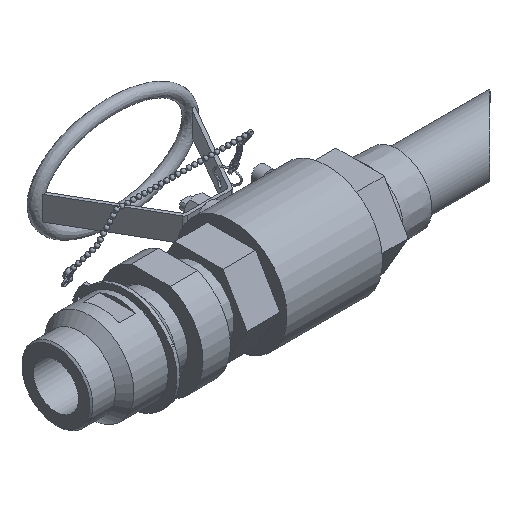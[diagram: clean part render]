
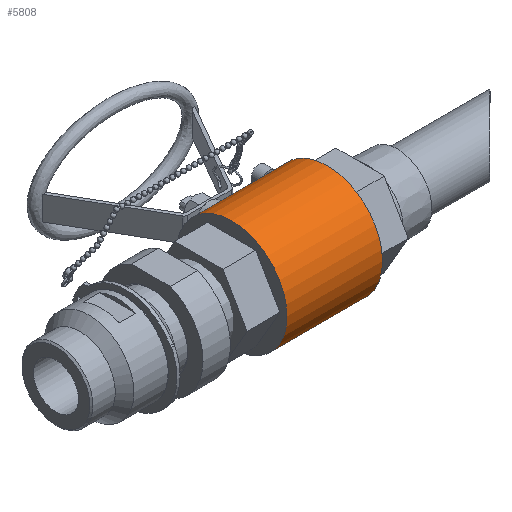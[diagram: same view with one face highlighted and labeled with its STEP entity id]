
A CAD part, isometric view. The second image highlights one B-rep face of the part: STEP entity #5808.
In plain terms, the highlighted cylindrical face has radius 46.99 mm (diameter 93.98 mm), a full revolution.
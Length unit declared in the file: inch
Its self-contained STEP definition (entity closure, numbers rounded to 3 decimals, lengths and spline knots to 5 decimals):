
#15=B_SPLINE_CURVE_WITH_KNOTS('',3,(#10061,#10062,#10063,#10064,#10065,
#10066),.UNSPECIFIED.,.F.,.F.,(4,2,4),(0.63985,0.76988,
1.05976),.UNSPECIFIED.);
#16=B_SPLINE_CURVE_WITH_KNOTS('',3,(#10068,#10069,#10070,#10071,#10072,
#10073),.UNSPECIFIED.,.F.,.F.,(4,2,4),(3.08654,3.37643,
3.50645),.UNSPECIFIED.);
#17=B_SPLINE_CURVE_WITH_KNOTS('',3,(#10092,#10093,#10094,#10095,#10096,
#10097),.UNSPECIFIED.,.F.,.F.,(4,2,4),(1.01339,1.30327,
1.4333),.UNSPECIFIED.);
#18=B_SPLINE_CURVE_WITH_KNOTS('',3,(#10099,#10100,#10101,#10102,#10103,
#10104),.UNSPECIFIED.,.F.,.F.,(4,2,4),(2.71432,2.85685,
3.13332),.UNSPECIFIED.);
#19=B_SPLINE_CURVE_WITH_KNOTS('',3,(#10204,#10205,#10206,#10207,#10208,
#10209,#10210,#10211,#10212,#10213,#10214,#10215,#10216,#10217,#10218,#10219,
#10220,#10221,#10222),.UNSPECIFIED.,.T.,.F.,(4,1,1,1,1,1,1,1,1,1,1,1,1,
1,1,1,4),(-14.72266,-14.02158,-13.67104,-13.3205,
-13.08681,-12.38573,-11.91835,-10.98357,
-10.51619,-9.58142,-9.11403,-8.17926,-7.71187,
-7.01079,-6.30971,-5.60863,-4.90755),
 .UNSPECIFIED.);
#177=FACE_BOUND('',#1093,.T.);
#178=FACE_BOUND('',#1094,.T.);
#412=CYLINDRICAL_SURFACE('',#6611,1.85);
#722=FACE_OUTER_BOUND('',#1092,.T.);
#1092=EDGE_LOOP('',(#4950,#4951,#4952,#4953));
#1093=EDGE_LOOP('',(#4954,#4955,#4956,#4957,#4958,#4959,#4960,#4961));
#1094=EDGE_LOOP('',(#4962));
#1387=LINE('',#10052,#1695);
#1388=LINE('',#10057,#1696);
#1396=LINE('',#10252,#1704);
#1695=VECTOR('',#8343,0.3937);
#1696=VECTOR('',#8348,0.3937);
#1704=VECTOR('',#8384,1.85);
#2172=CIRCLE('',#6586,1.85);
#2173=CIRCLE('',#6594,1.85);
#2177=CIRCLE('',#6602,1.85);
#2178=CIRCLE('',#6604,1.85);
#2656=VERTEX_POINT('',#10008);
#2669=VERTEX_POINT('',#10047);
#2670=VERTEX_POINT('',#10050);
#2671=VERTEX_POINT('',#10051);
#2672=VERTEX_POINT('',#10055);
#2673=VERTEX_POINT('',#10056);
#2674=VERTEX_POINT('',#10060);
#2675=VERTEX_POINT('',#10067);
#2678=VERTEX_POINT('',#10080);
#2680=VERTEX_POINT('',#10086);
#2683=VERTEX_POINT('',#10202);
#3413=EDGE_CURVE('',#2656,#2656,#2172,.T.);
#3432=EDGE_CURVE('',#2669,#2669,#2173,.T.);
#3433=EDGE_CURVE('',#2670,#2671,#1387,.T.);
#3435=EDGE_CURVE('',#2672,#2673,#1388,.T.);
#3437=EDGE_CURVE('',#2673,#2674,#15,.T.);
#3438=EDGE_CURVE('',#2675,#2672,#16,.T.);
#3442=EDGE_CURVE('',#2678,#2675,#2177,.T.);
#3445=EDGE_CURVE('',#2674,#2680,#2178,.T.);
#3448=EDGE_CURVE('',#2680,#2670,#17,.T.);
#3450=EDGE_CURVE('',#2671,#2678,#18,.T.);
#3452=EDGE_CURVE('',#2683,#2683,#19,.T.);
#3457=EDGE_CURVE('',#2669,#2656,#1396,.T.);
#4950=ORIENTED_EDGE('',*,*,#3432,.T.);
#4951=ORIENTED_EDGE('',*,*,#3457,.T.);
#4952=ORIENTED_EDGE('',*,*,#3413,.T.);
#4953=ORIENTED_EDGE('',*,*,#3457,.F.);
#4954=ORIENTED_EDGE('',*,*,#3442,.T.);
#4955=ORIENTED_EDGE('',*,*,#3438,.T.);
#4956=ORIENTED_EDGE('',*,*,#3435,.T.);
#4957=ORIENTED_EDGE('',*,*,#3437,.T.);
#4958=ORIENTED_EDGE('',*,*,#3445,.T.);
#4959=ORIENTED_EDGE('',*,*,#3448,.T.);
#4960=ORIENTED_EDGE('',*,*,#3433,.T.);
#4961=ORIENTED_EDGE('',*,*,#3450,.T.);
#4962=ORIENTED_EDGE('',*,*,#3452,.F.);
#5808=ADVANCED_FACE('',(#722,#177,#178),#412,.T.);
#6586=AXIS2_PLACEMENT_3D('',#10009,#8305,#8306);
#6594=AXIS2_PLACEMENT_3D('',#10048,#8339,#8340);
#6602=AXIS2_PLACEMENT_3D('',#10081,#8359,#8360);
#6604=AXIS2_PLACEMENT_3D('',#10087,#8365,#8366);
#6611=AXIS2_PLACEMENT_3D('',#10251,#8382,#8383);
#8305=DIRECTION('center_axis',(1.,0.,0.));
#8306=DIRECTION('ref_axis',(0.,1.,0.));
#8339=DIRECTION('center_axis',(-1.,0.,0.));
#8340=DIRECTION('ref_axis',(0.,1.,0.));
#8343=DIRECTION('',(1.,0.,0.));
#8348=DIRECTION('',(-1.,0.,0.));
#8359=DIRECTION('center_axis',(1.,0.,0.));
#8360=DIRECTION('ref_axis',(0.,1.,0.));
#8365=DIRECTION('center_axis',(-1.,0.,0.));
#8366=DIRECTION('ref_axis',(0.,1.,0.));
#8382=DIRECTION('center_axis',(1.,0.,0.));
#8383=DIRECTION('ref_axis',(0.,1.,0.));
#8384=DIRECTION('',(-1.,0.,0.));
#10008=CARTESIAN_POINT('',(-2.67953,-1.85,0.));
#10009=CARTESIAN_POINT('Origin',(-2.67953,0.,
0.));
#10047=CARTESIAN_POINT('',(0.52047,-1.85,0.));
#10048=CARTESIAN_POINT('Origin',(0.52047,0.,
0.));
#10050=CARTESIAN_POINT('',(-0.11939,1.5125,-1.06529));
#10051=CARTESIAN_POINT('',(0.29446,1.5125,-1.06529));
#10052=CARTESIAN_POINT('',(-1.07953,1.5125,-1.06529));
#10055=CARTESIAN_POINT('',(0.29446,1.5125,1.06529));
#10056=CARTESIAN_POINT('',(-0.11939,1.5125,1.06529));
#10057=CARTESIAN_POINT('',(-1.07953,1.5125,1.06529));
#10060=CARTESIAN_POINT('',(-0.16246,1.60215,0.925));
#10061=CARTESIAN_POINT('Ctrl Pts',(-0.11939,1.5125,1.06529));
#10062=CARTESIAN_POINT('Ctrl Pts',(-0.12811,1.52156,
1.05243));
#10063=CARTESIAN_POINT('Ctrl Pts',(-0.13565,1.53097,1.03871));
#10064=CARTESIAN_POINT('Ctrl Pts',(-0.15563,1.56162,
0.99262));
#10065=CARTESIAN_POINT('Ctrl Pts',(-0.16246,1.58313,
0.95795));
#10066=CARTESIAN_POINT('Ctrl Pts',(-0.16246,1.60215,
0.925));
#10067=CARTESIAN_POINT('',(0.33754,1.60215,0.925));
#10068=CARTESIAN_POINT('Ctrl Pts',(0.33754,1.60215,0.925));
#10069=CARTESIAN_POINT('Ctrl Pts',(0.33754,1.58313,0.95795));
#10070=CARTESIAN_POINT('Ctrl Pts',(0.3307,1.56162,0.99262));
#10071=CARTESIAN_POINT('Ctrl Pts',(0.31072,1.53097,1.03871));
#10072=CARTESIAN_POINT('Ctrl Pts',(0.30318,1.52156,1.05243));
#10073=CARTESIAN_POINT('Ctrl Pts',(0.29446,1.5125,1.06529));
#10080=CARTESIAN_POINT('',(0.33754,1.60215,-0.925));
#10081=CARTESIAN_POINT('Origin',(0.33754,0.,
0.));
#10086=CARTESIAN_POINT('',(-0.16246,1.60215,-0.925));
#10087=CARTESIAN_POINT('Origin',(-0.16246,0.,
0.));
#10092=CARTESIAN_POINT('Ctrl Pts',(-0.16246,1.60215,
-0.925));
#10093=CARTESIAN_POINT('Ctrl Pts',(-0.16246,1.58313,
-0.95795));
#10094=CARTESIAN_POINT('Ctrl Pts',(-0.15563,1.56162,
-0.99262));
#10095=CARTESIAN_POINT('Ctrl Pts',(-0.13565,1.53097,-1.03871));
#10096=CARTESIAN_POINT('Ctrl Pts',(-0.12811,1.52156,
-1.05243));
#10097=CARTESIAN_POINT('Ctrl Pts',(-0.11939,1.5125,-1.06529));
#10099=CARTESIAN_POINT('Ctrl Pts',(0.29446,1.5125,-1.06529));
#10100=CARTESIAN_POINT('Ctrl Pts',(0.304,1.52241,-1.05122));
#10101=CARTESIAN_POINT('Ctrl Pts',(0.31217,1.53279,-1.03606));
#10102=CARTESIAN_POINT('Ctrl Pts',(0.33131,1.5635,-0.9896));
#10103=CARTESIAN_POINT('Ctrl Pts',(0.33754,1.58401,-0.95642));
#10104=CARTESIAN_POINT('Ctrl Pts',(0.33754,1.60215,-0.925));
#10202=CARTESIAN_POINT('',(-1.32279,1.77583,-0.51859));
#10204=CARTESIAN_POINT('Ctrl Pts',(-1.32279,1.77583,-0.51859));
#10205=CARTESIAN_POINT('Ctrl Pts',(-1.40731,1.78559,-0.48517));
#10206=CARTESIAN_POINT('Ctrl Pts',(-1.52063,1.80634,-0.40916));
#10207=CARTESIAN_POINT('Ctrl Pts',(-1.62549,1.83138,-0.27));
#10208=CARTESIAN_POINT('Ctrl Pts',(-1.67152,1.84358,-0.16492));
#10209=CARTESIAN_POINT('Ctrl Pts',(-1.70461,1.85286,-0.01159));
#10210=CARTESIAN_POINT('Ctrl Pts',(-1.68412,1.84684,0.16183));
#10211=CARTESIAN_POINT('Ctrl Pts',(-1.55484,1.81298,0.38865));
#10212=CARTESIAN_POINT('Ctrl Pts',(-1.35179,1.77364,0.52839));
#10213=CARTESIAN_POINT('Ctrl Pts',(-1.04512,1.75513,0.58414));
#10214=CARTESIAN_POINT('Ctrl Pts',(-0.7962,1.77608,
0.52333));
#10215=CARTESIAN_POINT('Ctrl Pts',(-0.56286,1.82228,
0.34066));
#10216=CARTESIAN_POINT('Ctrl Pts',(-0.45738,1.85204,0.12659));
#10217=CARTESIAN_POINT('Ctrl Pts',(-0.46649,1.84945,
-0.13253));
#10218=CARTESIAN_POINT('Ctrl Pts',(-0.56584,1.82195,
-0.34391));
#10219=CARTESIAN_POINT('Ctrl Pts',(-0.7777,1.77858,
-0.51378));
#10220=CARTESIAN_POINT('Ctrl Pts',(-1.0507,1.75531,-0.58363));
#10221=CARTESIAN_POINT('Ctrl Pts',(-1.23828,1.76607,-0.55201));
#10222=CARTESIAN_POINT('Ctrl Pts',(-1.32279,1.77583,-0.51859));
#10251=CARTESIAN_POINT('Origin',(-1.07953,0.,0.));
#10252=CARTESIAN_POINT('',(-1.07953,-1.85,0.));
